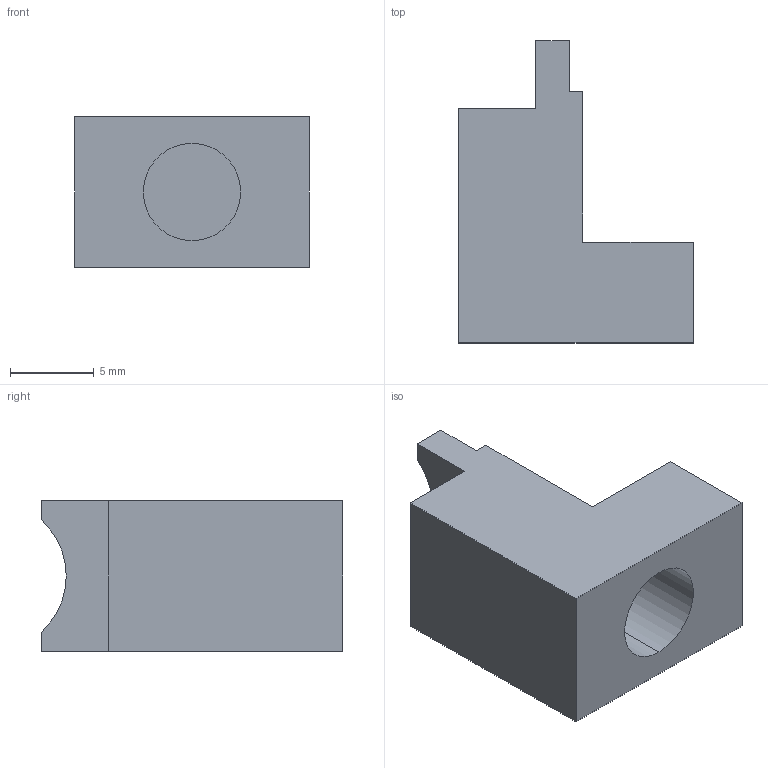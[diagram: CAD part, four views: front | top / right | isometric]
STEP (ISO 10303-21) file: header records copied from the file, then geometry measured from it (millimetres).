
FILE_DESCRIPTION (( 'STEP AP214' ), '1' );
FILE_NAME ('LAB-001-010-110_01.STEP', '2024-09-28T21:05:27', ( '' ), ( '' ), 'SwSTEP 2.0', 'SolidWorks 2022', '' );
FILE_SCHEMA (( 'AUTOMOTIVE_DESIGN' ));
Length unit declared in the file: millimetre
Products named in the file (1): LAB-001-010-110_01
Bounding box: 14 x 18 x 9 mm (x, y, z)
Volume: 1172.8 mm3; surface area: 1015.4 mm2
Topology: 1 solids, 1 shells, 20 faces, 48 edges, 32 vertices
Faces by surface type: plane 15, cylinder 5
Entity records: 616 total; most frequent: CARTESIAN_POINT 101, DIRECTION 100, ORIENTED_EDGE 96, EDGE_CURVE 48, VECTOR 38, LINE 38, VERTEX_POINT 32, AXIS2_PLACEMENT_3D 31
